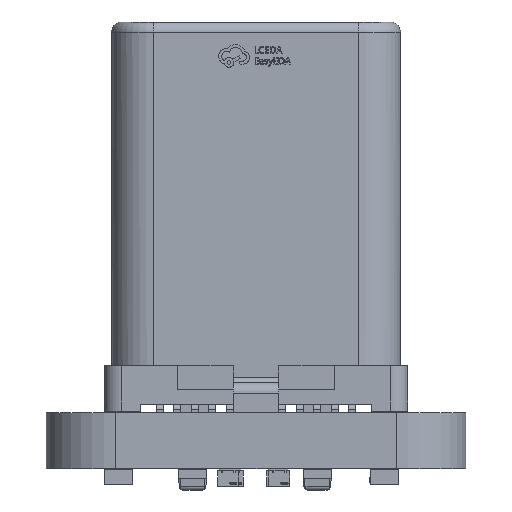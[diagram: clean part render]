
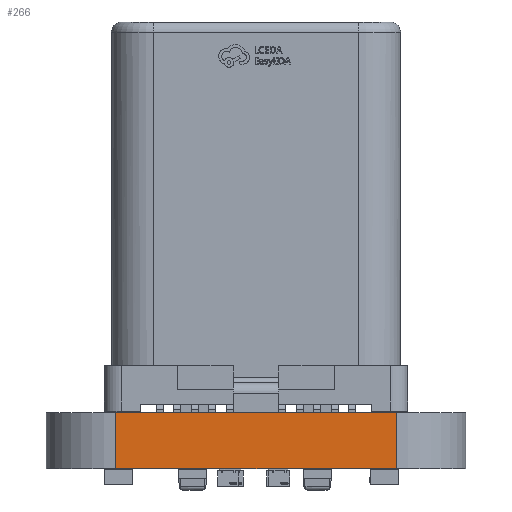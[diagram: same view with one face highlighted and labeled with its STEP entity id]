
A CAD part, front view. The second image highlights one B-rep face of the part: STEP entity #266.
In plain terms, the highlighted planar face has unit normal (0, -1, 0).
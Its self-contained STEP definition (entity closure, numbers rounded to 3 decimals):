
#239 = VERTEX_POINT('',#240);
#240 = CARTESIAN_POINT('',(10.,0.013,
    1.6));
#247 = EDGE_CURVE('',#248,#239,#250,.T.);
#248 = VERTEX_POINT('',#249);
#249 = CARTESIAN_POINT('',(10.,0.013,0.));
#250 = LINE('',#251,#252);
#251 = CARTESIAN_POINT('',(10.,0.013,0.));
#252 = VECTOR('',#253,1.);
#253 = DIRECTION('',(0.,0.,1.));
#266 = ADVANCED_FACE('',(#267),#292,.T.);
#267 = FACE_BOUND('',#268,.T.);
#268 = EDGE_LOOP('',(#269,#270,#278,#286));
#269 = ORIENTED_EDGE('',*,*,#247,.T.);
#270 = ORIENTED_EDGE('',*,*,#271,.T.);
#271 = EDGE_CURVE('',#239,#272,#274,.T.);
#272 = VERTEX_POINT('',#273);
#273 = CARTESIAN_POINT('',(2.,0.013,
    1.6));
#274 = LINE('',#275,#276);
#275 = CARTESIAN_POINT('',(10.,0.013,
    1.6));
#276 = VECTOR('',#277,1.);
#277 = DIRECTION('',(-1.,0.,0.));
#278 = ORIENTED_EDGE('',*,*,#279,.F.);
#279 = EDGE_CURVE('',#280,#272,#282,.T.);
#280 = VERTEX_POINT('',#281);
#281 = CARTESIAN_POINT('',(2.,0.013,0.));
#282 = LINE('',#283,#284);
#283 = CARTESIAN_POINT('',(2.,0.013,0.));
#284 = VECTOR('',#285,1.);
#285 = DIRECTION('',(0.,0.,1.));
#286 = ORIENTED_EDGE('',*,*,#287,.F.);
#287 = EDGE_CURVE('',#248,#280,#288,.T.);
#288 = LINE('',#289,#290);
#289 = CARTESIAN_POINT('',(10.,0.013,0.));
#290 = VECTOR('',#291,1.);
#291 = DIRECTION('',(-1.,0.,0.));
#292 = PLANE('',#293);
#293 = AXIS2_PLACEMENT_3D('',#294,#295,#296);
#294 = CARTESIAN_POINT('',(10.,0.013,0.));
#295 = DIRECTION('',(0.,-1.,0.));
#296 = DIRECTION('',(-1.,0.,0.));
